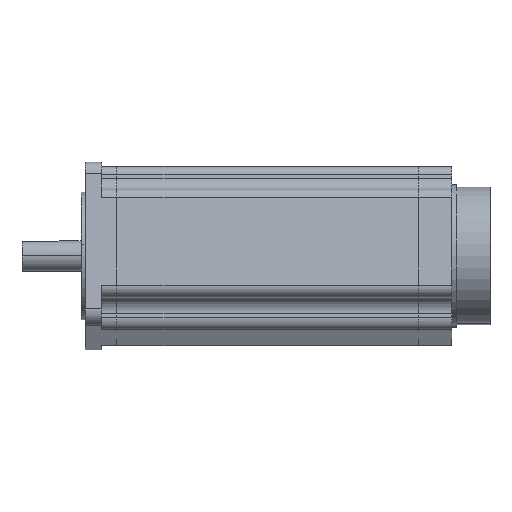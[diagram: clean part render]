
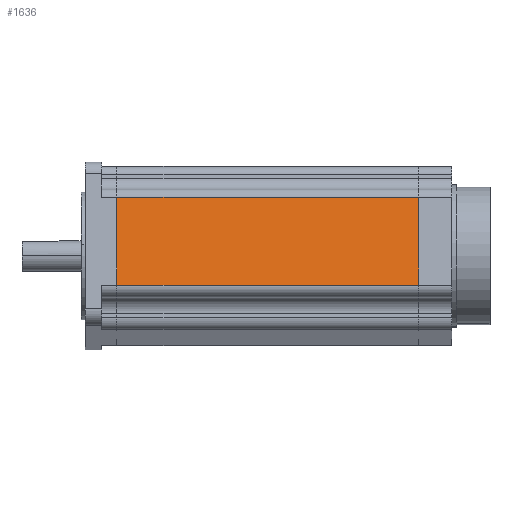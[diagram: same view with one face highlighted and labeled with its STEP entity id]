
A CAD part, top view. The second image highlights one B-rep face of the part: STEP entity #1636.
In plain terms, the highlighted face is planar.
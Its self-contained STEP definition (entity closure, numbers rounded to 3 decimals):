
#302 = CARTESIAN_POINT ( 'NONE',  ( -65., 35., 0. ) ) ;
#1636 = ADVANCED_FACE ( 'NONE', ( #17549 ), #13216, .T. ) ;
#1707 = CARTESIAN_POINT ( 'NONE',  ( -65., -35., 0. ) ) ;
#1902 = LINE ( 'NONE', #16104, #15602 ) ;
#1906 = EDGE_CURVE ( 'NONE', #2370, #14123, #2333, .T. ) ;
#1938 = EDGE_CURVE ( 'NONE', #11345, #8964, #1902, .T. ) ;
#2333 = LINE ( 'NONE', #15986, #16046 ) ;
#2370 = VERTEX_POINT ( 'NONE', #16891 ) ;
#3088 = DIRECTION ( 'NONE',  ( 0., 1., 0. ) ) ;
#3948 = LINE ( 'NONE', #1707, #7595 ) ;
#4082 = LINE ( 'NONE', #13063, #15001 ) ;
#4551 = ORIENTED_EDGE ( 'NONE', *, *, #8996, .T. ) ;
#4876 = DIRECTION ( 'NONE',  ( 0., 1., 0. ) ) ;
#5188 = EDGE_LOOP ( 'NONE', ( #15109, #6270, #4551, #17750 ) ) ;
#6077 = EDGE_CURVE ( 'NONE', #8964, #14123, #3948, .T. ) ;
#6270 = ORIENTED_EDGE ( 'NONE', *, *, #1938, .F. ) ;
#6406 = DIRECTION ( 'NONE',  ( 0., -1., 0. ) ) ;
#7595 = VECTOR ( 'NONE', #3088, 1000. ) ;
#7714 = CARTESIAN_POINT ( 'NONE',  ( -65., -35., 237. ) ) ;
#8496 = AXIS2_PLACEMENT_3D ( 'NONE', #7714, #14579, #6406 ) ;
#8898 = CARTESIAN_POINT ( 'NONE',  ( -65., -35., 0. ) ) ;
#8964 = VERTEX_POINT ( 'NONE', #8898 ) ;
#8996 = EDGE_CURVE ( 'NONE', #11345, #2370, #4082, .T. ) ;
#11345 = VERTEX_POINT ( 'NONE', #12526 ) ;
#11983 = DIRECTION ( 'NONE',  ( 0., 0., -1. ) ) ;
#12526 = CARTESIAN_POINT ( 'NONE',  ( -65., -35., 237. ) ) ;
#13063 = CARTESIAN_POINT ( 'NONE',  ( -65., -35., 237. ) ) ;
#13216 = PLANE ( 'NONE',  #8496 ) ;
#14123 = VERTEX_POINT ( 'NONE', #302 ) ;
#14579 = DIRECTION ( 'NONE',  ( -1., 0., 0. ) ) ;
#15001 = VECTOR ( 'NONE', #4876, 1000. ) ;
#15109 = ORIENTED_EDGE ( 'NONE', *, *, #6077, .F. ) ;
#15602 = VECTOR ( 'NONE', #17481, 1000. ) ;
#15986 = CARTESIAN_POINT ( 'NONE',  ( -65., 35., 237. ) ) ;
#16046 = VECTOR ( 'NONE', #11983, 1000. ) ;
#16104 = CARTESIAN_POINT ( 'NONE',  ( -65., -35., 237. ) ) ;
#16891 = CARTESIAN_POINT ( 'NONE',  ( -65., 35., 237. ) ) ;
#17481 = DIRECTION ( 'NONE',  ( 0., 0., -1. ) ) ;
#17549 = FACE_OUTER_BOUND ( 'NONE', #5188, .T. ) ;
#17750 = ORIENTED_EDGE ( 'NONE', *, *, #1906, .T. ) ;
